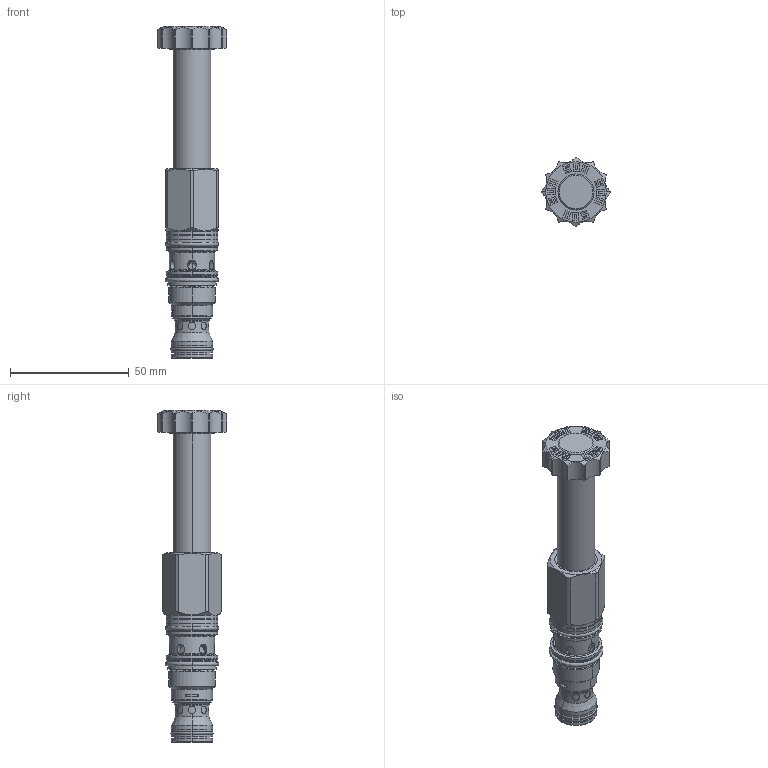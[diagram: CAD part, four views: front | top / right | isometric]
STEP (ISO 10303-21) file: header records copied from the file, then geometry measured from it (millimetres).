
FILE_DESCRIPTION((''),'2;1');
FILE_NAME('FMDGXCN_SW','2022-09-20T15:04:12',('SigMax'),(''),'CREO PARAMETRIC BY PTC INC, 2021072','CREO PARAMETRIC BY PTC INC, 2021072','');
FILE_SCHEMA(('AUTOMOTIVE_DESIGN { 1 0 10303 214 1 1 1 1 }'));
Length unit declared in the file: inch
Products named in the file (1): FMDGXCN_SW
Bounding box: 29.21 x 29.21 x 139.57 mm (x, y, z)
Volume: 40140.7 mm3; surface area: 16740.5 mm2
Topology: 3 solids, 3 shells, 452 faces, 1118 edges, 709 vertices
Faces by surface type: cylinder 180, plane 162, cone 60, torus 36, revolution 14
Entity records: 19284 total; most frequent: CARTESIAN_POINT 5192, ORIENTED_EDGE 2236, DIRECTION 2186, EDGE_CURVE 1118, AXIS2_PLACEMENT_3D 802, VERTEX_POINT 709, VECTOR 568, LINE 568
